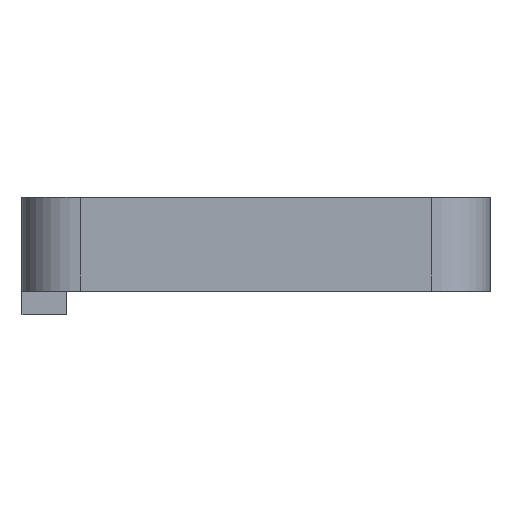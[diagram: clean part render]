
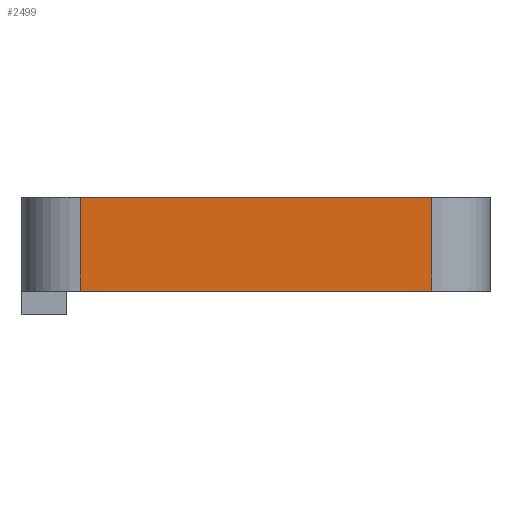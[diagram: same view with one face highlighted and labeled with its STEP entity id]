
A CAD part, left-side view. The second image highlights one B-rep face of the part: STEP entity #2499.
In plain terms, the highlighted planar face has unit normal (-1, 0, 0).
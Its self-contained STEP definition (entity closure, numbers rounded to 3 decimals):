
#460 = EDGE_CURVE ( 'NONE', #1642, #3139, #1717, .T. ) ;
#567 = CARTESIAN_POINT ( 'NONE',  ( -27., -15., -3. ) ) ;
#603 = DIRECTION ( 'NONE',  ( 0., -1., 0. ) ) ;
#1000 = CARTESIAN_POINT ( 'NONE',  ( -27., 0., -3. ) ) ;
#1119 = PLANE ( 'NONE',  #1499 ) ;
#1142 = DIRECTION ( 'NONE',  ( 0., -1., 0. ) ) ;
#1158 = CARTESIAN_POINT ( 'NONE',  ( -27., -15., 5. ) ) ;
#1255 = VECTOR ( 'NONE', #2802, 1000. ) ;
#1350 = CARTESIAN_POINT ( 'NONE',  ( -27., 15., 5. ) ) ;
#1420 = CARTESIAN_POINT ( 'NONE',  ( -27., 15., 0. ) ) ;
#1499 = AXIS2_PLACEMENT_3D ( 'NONE', #1763, #2756, #1142 ) ;
#1516 = LINE ( 'NONE', #4081, #1255 ) ;
#1616 = DIRECTION ( 'NONE',  ( 0., 1., 0. ) ) ;
#1642 = VERTEX_POINT ( 'NONE', #1350 ) ;
#1717 = LINE ( 'NONE', #1420, #3878 ) ;
#1763 = CARTESIAN_POINT ( 'NONE',  ( -27., 20., -41.231 ) ) ;
#2307 = ORIENTED_EDGE ( 'NONE', *, *, #460, .T. ) ;
#2355 = VERTEX_POINT ( 'NONE', #567 ) ;
#2358 = EDGE_CURVE ( 'NONE', #2355, #3139, #3189, .T. ) ;
#2499 = ADVANCED_FACE ( 'NONE', ( #3025 ), #1119, .T. ) ;
#2512 = VECTOR ( 'NONE', #1616, 1000. ) ;
#2756 = DIRECTION ( 'NONE',  ( -1., 0., 0. ) ) ;
#2802 = DIRECTION ( 'NONE',  ( 0., 0., 1. ) ) ;
#2899 = ORIENTED_EDGE ( 'NONE', *, *, #2358, .F. ) ;
#3025 = FACE_OUTER_BOUND ( 'NONE', #3150, .T. ) ;
#3054 = EDGE_CURVE ( 'NONE', #2355, #4038, #1516, .T. ) ;
#3126 = CARTESIAN_POINT ( 'NONE',  ( -27., 20., 5. ) ) ;
#3139 = VERTEX_POINT ( 'NONE', #3217 ) ;
#3150 = EDGE_LOOP ( 'NONE', ( #3880, #2307, #2899, #3919 ) ) ;
#3189 = LINE ( 'NONE', #1000, #2512 ) ;
#3217 = CARTESIAN_POINT ( 'NONE',  ( -27., 15., -3. ) ) ;
#3402 = VECTOR ( 'NONE', #603, 1000. ) ;
#3425 = EDGE_CURVE ( 'NONE', #1642, #4038, #3434, .T. ) ;
#3434 = LINE ( 'NONE', #3126, #3402 ) ;
#3656 = DIRECTION ( 'NONE',  ( 0., 0., -1. ) ) ;
#3878 = VECTOR ( 'NONE', #3656, 1000. ) ;
#3880 = ORIENTED_EDGE ( 'NONE', *, *, #3425, .F. ) ;
#3919 = ORIENTED_EDGE ( 'NONE', *, *, #3054, .T. ) ;
#4038 = VERTEX_POINT ( 'NONE', #1158 ) ;
#4081 = CARTESIAN_POINT ( 'NONE',  ( -27., -15., 5. ) ) ;
